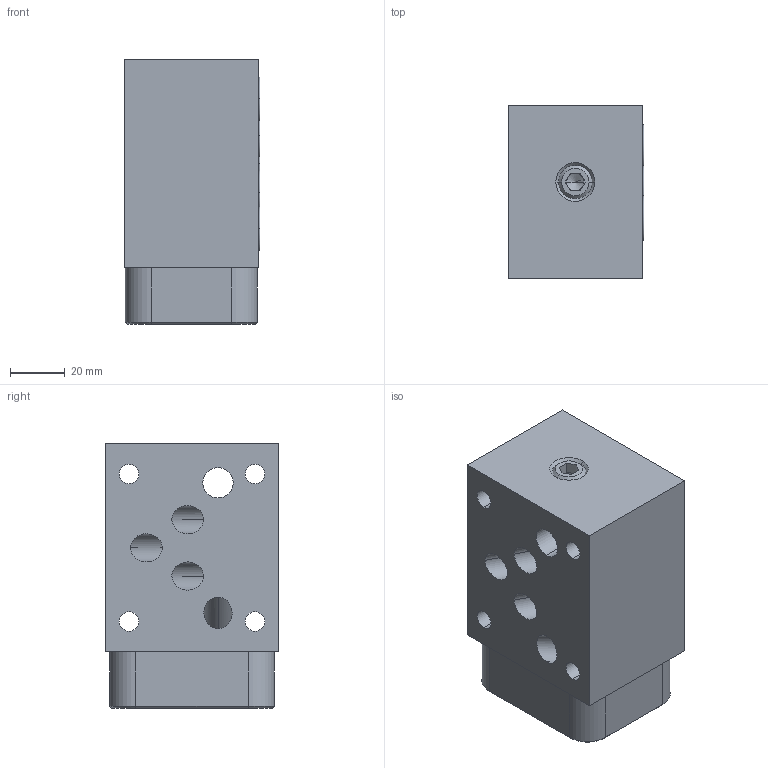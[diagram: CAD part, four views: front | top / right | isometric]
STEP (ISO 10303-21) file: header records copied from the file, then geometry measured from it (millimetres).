
FILE_DESCRIPTION((''),'2;1');
FILE_NAME('CBE_ASM','2019-07-18T',('ProEService'),(''),'PRO/ENGINEER BY PARAMETRIC TECHNOLOGY CORPORATION, 2014200','PRO/ENGINEER BY PARAMETRIC TECHNOLOGY CORPORATION, 2014200','');
FILE_SCHEMA(('CONFIG_CONTROL_DESIGN'));
Length unit declared in the file: inch
Products named in the file (4): 151-201-001; 500-001-014; 340-003; CBE_ASM
Assembly tree (7 placements, depth 2):
  CBE_ASM
    151-201-001
    500-001-014  x5
    340-003
Bounding box: 49.76 x 63.5 x 96.82 mm (x, y, z)
Volume: 250894.2 mm3; surface area: 44878.6 mm2
Topology: 7 solids, 7 shells, 143 faces, 589 edges, 579 vertices
Faces by surface type: cylinder 53, plane 36, cone 23, revolution 20, sphere 9, torus 2
Entity records: 6789 total; most frequent: CARTESIAN_POINT 2372, DIRECTION 902, ORIENTED_EDGE 652, VECTOR 360, LINE 360, EDGE_CURVE 326, AXIS2_PLACEMENT_3D 269, TRIMMED_CURVE 219
